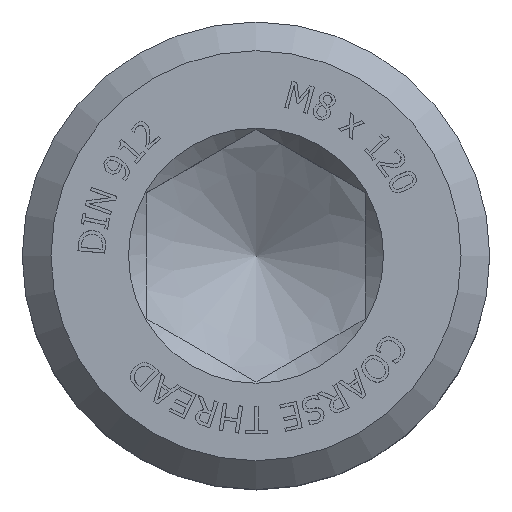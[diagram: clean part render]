
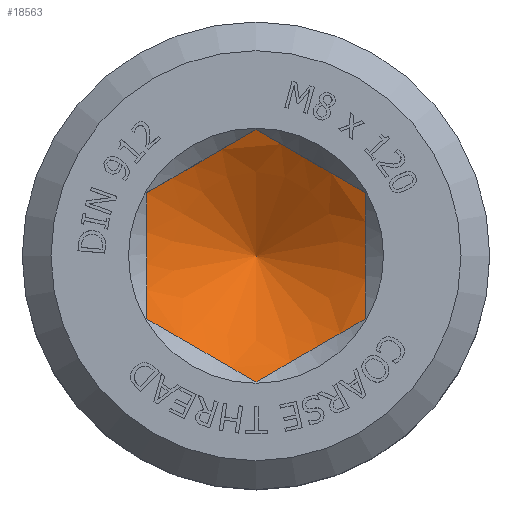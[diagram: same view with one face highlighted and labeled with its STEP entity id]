
A CAD part, top view. The second image highlights one B-rep face of the part: STEP entity #18563.
In plain terms, the highlighted conical face has half-angle 60 degrees and reference radius 2.6 mm.
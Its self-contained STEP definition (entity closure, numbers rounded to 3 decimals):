
#18191=CARTESIAN_POINT('',(0.,3.51,-4.0));
#18192=VERTEX_POINT('',#18191);
#18199=CARTESIAN_POINT('',(3.04,1.755,-4.0));
#18200=VERTEX_POINT('',#18199);
#18201=CARTESIAN_POINT('',(3.04,1.755,-4.0));
#18202=CARTESIAN_POINT('',(1.52,2.633,-4.507));
#18203=CARTESIAN_POINT('',(0.,3.51,-4.0));
#18211=(BOUNDED_CURVE()B_SPLINE_CURVE(2,(#18201,#18202,#18203),.UNSPECIFIED.,.F.,.U.)B_SPLINE_CURVE_WITH_KNOTS((3,3),(0.21,0.67),.UNSPECIFIED.)CURVE()GEOMETRIC_REPRESENTATION_ITEM()RATIONAL_B_SPLINE_CURVE((1.258,1.453,1.258))REPRESENTATION_ITEM(''));
#18212=EDGE_CURVE('',#18200,#18192,#18211,.T.);
#18229=CARTESIAN_POINT('',(-3.04,1.755,-4.0));
#18230=VERTEX_POINT('',#18229);
#18237=CARTESIAN_POINT('',(0.,3.51,-4.0));
#18238=CARTESIAN_POINT('',(-1.52,2.633,-4.507));
#18239=CARTESIAN_POINT('',(-3.04,1.755,-4.0));
#18247=(BOUNDED_CURVE()B_SPLINE_CURVE(2,(#18237,#18238,#18239),.UNSPECIFIED.,.F.,.U.)B_SPLINE_CURVE_WITH_KNOTS((3,3),(0.21,0.67),.UNSPECIFIED.)CURVE()GEOMETRIC_REPRESENTATION_ITEM()RATIONAL_B_SPLINE_CURVE((1.258,1.453,1.258))REPRESENTATION_ITEM(''));
#18248=EDGE_CURVE('',#18192,#18230,#18247,.T.);
#18260=CARTESIAN_POINT('',(-3.04,-1.755,-4.0));
#18261=VERTEX_POINT('',#18260);
#18268=CARTESIAN_POINT('',(-3.04,1.755,-4.0));
#18269=CARTESIAN_POINT('',(-3.04,0.,-4.507));
#18270=CARTESIAN_POINT('',(-3.04,-1.755,-4.0));
#18278=(BOUNDED_CURVE()B_SPLINE_CURVE(2,(#18268,#18269,#18270),.UNSPECIFIED.,.F.,.U.)B_SPLINE_CURVE_WITH_KNOTS((3,3),(0.21,0.67),.UNSPECIFIED.)CURVE()GEOMETRIC_REPRESENTATION_ITEM()RATIONAL_B_SPLINE_CURVE((1.258,1.453,1.258))REPRESENTATION_ITEM(''));
#18279=EDGE_CURVE('',#18230,#18261,#18278,.T.);
#18291=CARTESIAN_POINT('',(0.,-3.51,-4.0));
#18292=VERTEX_POINT('',#18291);
#18299=CARTESIAN_POINT('',(-3.04,-1.755,-4.0));
#18300=CARTESIAN_POINT('',(-1.52,-2.633,-4.507));
#18301=CARTESIAN_POINT('',(0.,-3.51,-4.0));
#18309=(BOUNDED_CURVE()B_SPLINE_CURVE(2,(#18299,#18300,#18301),.UNSPECIFIED.,.F.,.U.)B_SPLINE_CURVE_WITH_KNOTS((3,3),(0.21,0.67),.UNSPECIFIED.)CURVE()GEOMETRIC_REPRESENTATION_ITEM()RATIONAL_B_SPLINE_CURVE((1.258,1.453,1.258))REPRESENTATION_ITEM(''));
#18310=EDGE_CURVE('',#18261,#18292,#18309,.T.);
#18322=CARTESIAN_POINT('',(3.04,-1.755,-4.));
#18323=VERTEX_POINT('',#18322);
#18330=CARTESIAN_POINT('',(0.,-3.51,-4.0));
#18331=CARTESIAN_POINT('',(1.52,-2.633,-4.507));
#18332=CARTESIAN_POINT('',(3.04,-1.755,-4.));
#18340=(BOUNDED_CURVE()B_SPLINE_CURVE(2,(#18330,#18331,#18332),.UNSPECIFIED.,.F.,.U.)B_SPLINE_CURVE_WITH_KNOTS((3,3),(0.21,0.67),.UNSPECIFIED.)CURVE()GEOMETRIC_REPRESENTATION_ITEM()RATIONAL_B_SPLINE_CURVE((1.258,1.453,1.258))REPRESENTATION_ITEM(''));
#18341=EDGE_CURVE('',#18292,#18323,#18340,.T.);
#18354=CARTESIAN_POINT('',(3.04,-1.755,-4.));
#18355=CARTESIAN_POINT('',(3.04,0.,-4.507));
#18356=CARTESIAN_POINT('',(3.04,1.755,-4.0));
#18364=(BOUNDED_CURVE()B_SPLINE_CURVE(2,(#18354,#18355,#18356),.UNSPECIFIED.,.F.,.U.)B_SPLINE_CURVE_WITH_KNOTS((3,3),(0.21,0.67),.UNSPECIFIED.)CURVE()GEOMETRIC_REPRESENTATION_ITEM()RATIONAL_B_SPLINE_CURVE((1.258,1.453,1.258))REPRESENTATION_ITEM(''));
#18365=EDGE_CURVE('',#18323,#18200,#18364,.T.);
#18550=CARTESIAN_POINT('',(0.0,0.,-4.526));
#18551=DIRECTION('',(0.0,0.,1.0));
#18552=DIRECTION('',(0.0,1.0,0.0));
#18553=AXIS2_PLACEMENT_3D('',#18550,#18551,#18552);
#18554=CONICAL_SURFACE('',#18553,2.6,60.);
#18555=ORIENTED_EDGE('',*,*,#18279,.T.);
#18556=ORIENTED_EDGE('',*,*,#18310,.T.);
#18557=ORIENTED_EDGE('',*,*,#18341,.T.);
#18558=ORIENTED_EDGE('',*,*,#18365,.T.);
#18559=ORIENTED_EDGE('',*,*,#18212,.T.);
#18560=ORIENTED_EDGE('',*,*,#18248,.T.);
#18561=EDGE_LOOP('',(#18555,#18556,#18557,#18558,#18559,#18560));
#18562=FACE_OUTER_BOUND('',#18561,.T.);
#18563=ADVANCED_FACE('',(#18562),#18554,.F.);
